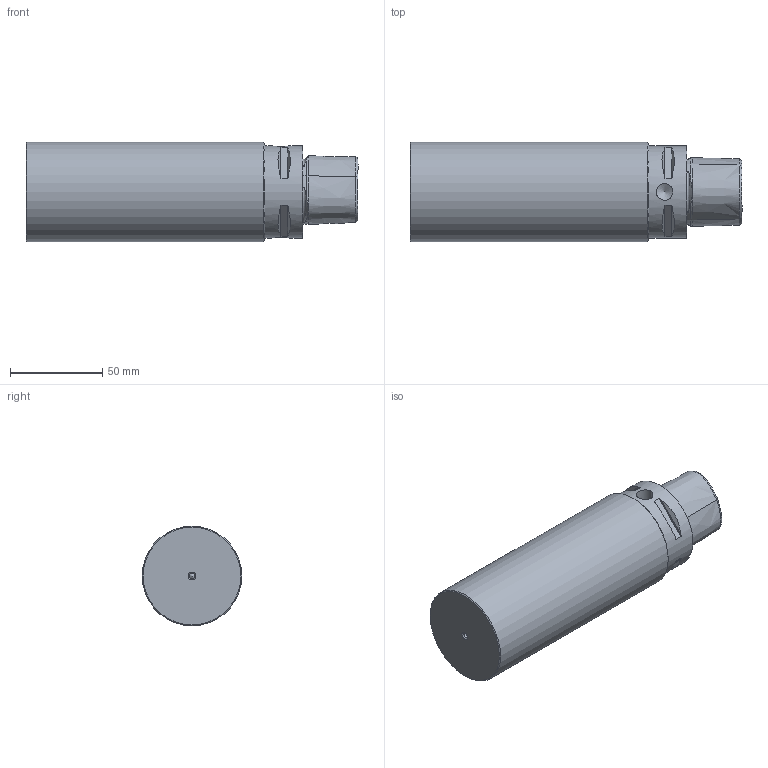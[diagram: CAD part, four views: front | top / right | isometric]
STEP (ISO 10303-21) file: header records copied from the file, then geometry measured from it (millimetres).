
FILE_DESCRIPTION(/* description */ (''),/* implementation_level */ '2;1');
FILE_NAME(/* name */ '05_150_054.stp',/* time_stamp */ '2022-07-28T12:00:48+02:00',/* author */ ('cad'),/* organization */ (''),/* preprocessor_version */ 'ST-DEVELOPER v18.1',/* originating_system */ 'Autodesk Inventor 2021',/* authorisation */ '');
FILE_SCHEMA (('AUTOMOTIVE_DESIGN { 1 0 10303 214 3 1 1 }'));
Length unit declared in the file: millimetre
Products named in the file (1): 05_150_054
Bounding box: 180 x 54 x 54 mm (x, y, z)
Volume: 353702.1 mm3; surface area: 36278.7 mm2
Topology: 1 solids, 1 shells, 98 faces, 274 edges, 189 vertices
Faces by surface type: plane 33, cylinder 22, cone 20, bspline 20, torus 3
Full cylindrical faces by diameter (mm): 3.15 x1, 5 x1, 6.1 x2, 9 x1, 10 x1, 14.376 x1, 16.3 x1, 21 x2, 24 x1, 50 x1, 54 x1
Entity records: 4279 total; most frequent: CARTESIAN_POINT 1873, ORIENTED_EDGE 532, DIRECTION 434, EDGE_CURVE 266, AXIS2_PLACEMENT_3D 185, VERTEX_POINT 183, EDGE_LOOP 113, B_SPLINE_CURVE_WITH_KNOTS 99
